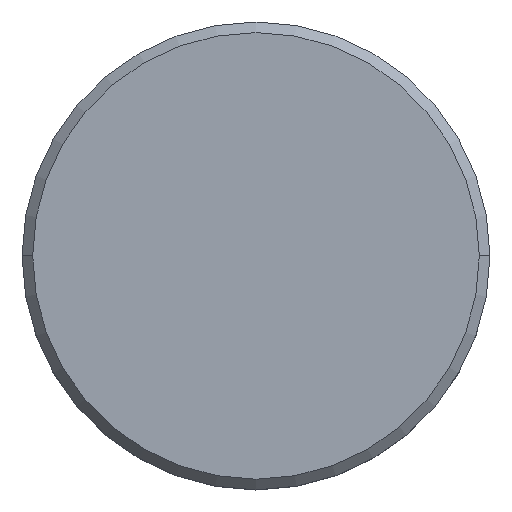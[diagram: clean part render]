
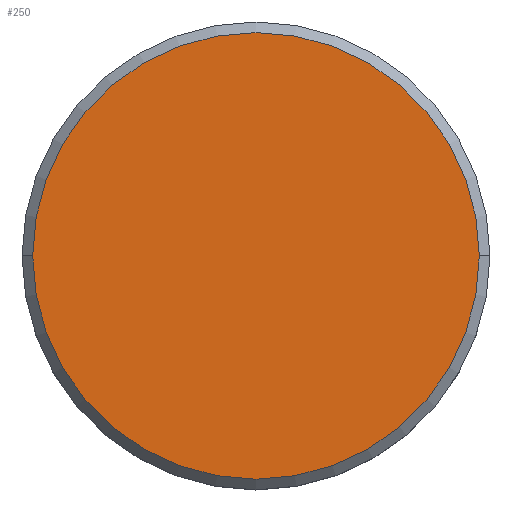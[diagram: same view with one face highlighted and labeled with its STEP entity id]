
A CAD part, top view. The second image highlights one B-rep face of the part: STEP entity #250.
In plain terms, the highlighted planar face has unit normal (0, 0, 1).
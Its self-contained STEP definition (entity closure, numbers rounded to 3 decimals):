
#17 = DIRECTION ( 'NONE',  ( 0., 0., 1. ) ) ;
#26 = CARTESIAN_POINT ( 'NONE',  ( 0., 0., 0. ) ) ;
#32 = CARTESIAN_POINT ( 'NONE',  ( 10.5, 0., 0. ) ) ;
#53 = DIRECTION ( 'NONE',  ( 1., 0., 0. ) ) ;
#59 = CIRCLE ( 'NONE', #342, 10.5 ) ;
#61 = AXIS2_PLACEMENT_3D ( 'NONE', #335, #141, #53 ) ;
#72 = ORIENTED_EDGE ( 'NONE', *, *, #102, .T. ) ;
#84 = PLANE ( 'NONE',  #61 ) ;
#102 = EDGE_CURVE ( 'NONE', #286, #380, #308, .T. ) ;
#141 = DIRECTION ( 'NONE',  ( 0., 0., 1. ) ) ;
#145 = CARTESIAN_POINT ( 'NONE',  ( -10.5, 0., 0. ) ) ;
#185 = EDGE_LOOP ( 'NONE', ( #222, #72 ) ) ;
#208 = FACE_OUTER_BOUND ( 'NONE', #185, .T. ) ;
#209 = DIRECTION ( 'NONE',  ( 1., 0., 0. ) ) ;
#222 = ORIENTED_EDGE ( 'NONE', *, *, #257, .T. ) ;
#250 = ADVANCED_FACE ( 'NONE', ( #208 ), #84, .T. ) ;
#257 = EDGE_CURVE ( 'NONE', #380, #286, #59, .T. ) ;
#258 = DIRECTION ( 'NONE',  ( 0., 0., 1. ) ) ;
#286 = VERTEX_POINT ( 'NONE', #32 ) ;
#308 = CIRCLE ( 'NONE', #345, 10.5 ) ;
#332 = CARTESIAN_POINT ( 'NONE',  ( 0., 0., 0. ) ) ;
#335 = CARTESIAN_POINT ( 'NONE',  ( 0., 0., 0. ) ) ;
#342 = AXIS2_PLACEMENT_3D ( 'NONE', #332, #17, #209 ) ;
#345 = AXIS2_PLACEMENT_3D ( 'NONE', #26, #258, #376 ) ;
#376 = DIRECTION ( 'NONE',  ( 1., 0., 0. ) ) ;
#380 = VERTEX_POINT ( 'NONE', #145 ) ;
